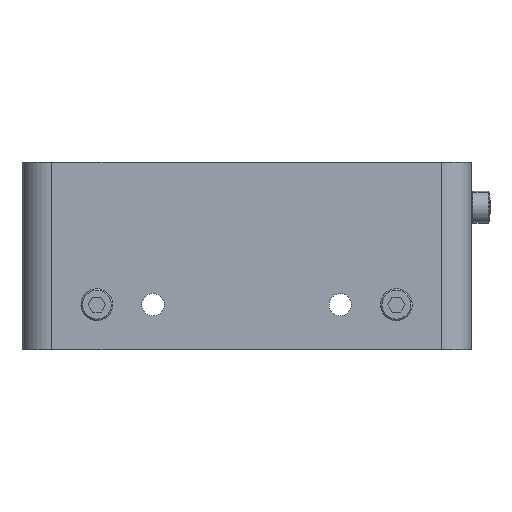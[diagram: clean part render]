
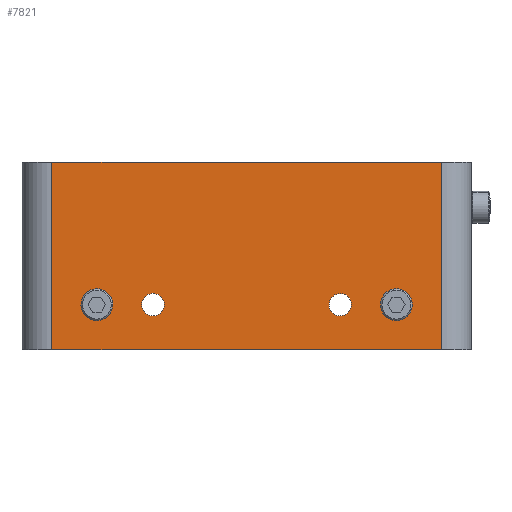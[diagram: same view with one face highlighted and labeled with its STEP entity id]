
A CAD part, left-side view. The second image highlights one B-rep face of the part: STEP entity #7821.
In plain terms, the highlighted planar face has unit normal (-1, 0, 0).
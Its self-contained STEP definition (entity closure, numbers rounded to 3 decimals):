
#558 = CARTESIAN_POINT ( 'NONE',  ( 0., 35., 9. ) ) ;
#559 = CARTESIAN_POINT ( 'NONE',  ( 0., 35., 15. ) ) ;
#562 = CARTESIAN_POINT ( 'NONE',  ( 0., 85., 9. ) ) ;
#563 = CARTESIAN_POINT ( 'NONE',  ( 0., 85., 15. ) ) ;
#1923 = AXIS2_PLACEMENT_3D ( 'NONE', #2361, #2357, #2363 ) ;
#2357 = DIRECTION ( 'NONE',  ( 1., 0., 0. ) ) ;
#2359 = PLANE ( 'NONE',  #1923 ) ;
#2361 = CARTESIAN_POINT ( 'NONE',  ( 0., 8., 50. ) ) ;
#2363 = DIRECTION ( 'NONE',  ( 0., 0., -1. ) ) ;
#3027 = EDGE_CURVE ( 'NONE', #9290, #9291, #10418, .T. ) ;
#3349 = VERTEX_POINT ( 'NONE', #3691 ) ;
#3350 = VERTEX_POINT ( 'NONE', #3692 ) ;
#3352 = VERTEX_POINT ( 'NONE', #3693 ) ;
#3371 = VERTEX_POINT ( 'NONE', #3709 ) ;
#3691 = CARTESIAN_POINT ( 'NONE',  ( 0., 112., 50. ) ) ;
#3692 = CARTESIAN_POINT ( 'NONE',  ( 0., 20., 15. ) ) ;
#3693 = CARTESIAN_POINT ( 'NONE',  ( 0., 8., 50. ) ) ;
#3709 = CARTESIAN_POINT ( 'NONE',  ( 0., 8., 0. ) ) ;
#4081 = AXIS2_PLACEMENT_3D ( 'NONE', #12593, #12594, #12595 ) ;
#4087 = AXIS2_PLACEMENT_3D ( 'NONE', #12613, #12614, #12615 ) ;
#4088 = AXIS2_PLACEMENT_3D ( 'NONE', #12617, #12618, #12619 ) ;
#4089 = AXIS2_PLACEMENT_3D ( 'NONE', #12620, #12621, #12622 ) ;
#4090 = AXIS2_PLACEMENT_3D ( 'NONE', #12624, #12625, #12626 ) ;
#4091 = AXIS2_PLACEMENT_3D ( 'NONE', #12629, #12630, #12631 ) ;
#4899 = CARTESIAN_POINT ( 'NONE',  ( 0., 85., 12. ) ) ;
#4900 = DIRECTION ( 'NONE',  ( -1., 0., 0. ) ) ;
#4901 = DIRECTION ( 'NONE',  ( 0., 0., 1. ) ) ;
#5295 = EDGE_CURVE ( 'NONE', #9295, #9294, #10816, .T. ) ;
#5302 = EDGE_CURVE ( 'NONE', #9291, #9290, #10825, .T. ) ;
#5303 = EDGE_CURVE ( 'NONE', #3350, #5710, #10827, .T. ) ;
#5304 = EDGE_CURVE ( 'NONE', #5710, #3350, #10823, .T. ) ;
#5305 = EDGE_CURVE ( 'NONE', #5705, #5708, #10829, .T. ) ;
#5306 = EDGE_CURVE ( 'NONE', #5708, #5705, #10828, .T. ) ;
#5307 = EDGE_CURVE ( 'NONE', #5709, #3371, #10831, .T. ) ;
#5308 = EDGE_CURVE ( 'NONE', #3349, #5709, #10830, .T. ) ;
#5407 = EDGE_CURVE ( 'NONE', #3352, #3371, #10948, .T. ) ;
#5409 = EDGE_CURVE ( 'NONE', #3349, #3352, #10951, .T. ) ;
#5705 = VERTEX_POINT ( 'NONE', #11401 ) ;
#5708 = VERTEX_POINT ( 'NONE', #11399 ) ;
#5709 = VERTEX_POINT ( 'NONE', #11404 ) ;
#5710 = VERTEX_POINT ( 'NONE', #11392 ) ;
#6025 = FACE_BOUND ( 'NONE', #12881, .T. ) ;
#6028 = FACE_BOUND ( 'NONE', #12902, .T. ) ;
#6031 = FACE_BOUND ( 'NONE', #12791, .T. ) ;
#6034 = FACE_BOUND ( 'NONE', #12924, .T. ) ;
#6035 = FACE_OUTER_BOUND ( 'NONE', #12757, .T. ) ;
#7821 = ADVANCED_FACE ( 'NONE', ( #6028, #6031, #6034, #6025, #6035 ), #2359, .F. ) ;
#9000 = CIRCLE ( 'NONE', #10083, 3. ) ;
#9290 = VERTEX_POINT ( 'NONE', #558 ) ;
#9291 = VERTEX_POINT ( 'NONE', #559 ) ;
#9294 = VERTEX_POINT ( 'NONE', #562 ) ;
#9295 = VERTEX_POINT ( 'NONE', #563 ) ;
#9358 = DIRECTION ( 'NONE',  ( -1., 0., 0. ) ) ;
#9421 = CARTESIAN_POINT ( 'NONE',  ( 0., 35., 12. ) ) ;
#9427 = DIRECTION ( 'NONE',  ( 0., 0., 1. ) ) ;
#10083 = AXIS2_PLACEMENT_3D ( 'NONE', #4899, #4900, #4901 ) ;
#10418 = CIRCLE ( 'NONE', #11642, 3. ) ;
#10816 = CIRCLE ( 'NONE', #4081, 3. ) ;
#10823 = CIRCLE ( 'NONE', #4089, 3. ) ;
#10825 = CIRCLE ( 'NONE', #4087, 3. ) ;
#10827 = CIRCLE ( 'NONE', #4088, 3. ) ;
#10828 = CIRCLE ( 'NONE', #4091, 3. ) ;
#10829 = CIRCLE ( 'NONE', #4090, 3. ) ;
#10830 = LINE ( 'NONE', #12628, #10835 ) ;
#10831 = LINE ( 'NONE', #12616, #10833 ) ;
#10833 = VECTOR ( 'NONE', #12623, 1000. ) ;
#10835 = VECTOR ( 'NONE', #12633, 1000. ) ;
#10948 = LINE ( 'NONE', #11370, #10950 ) ;
#10950 = VECTOR ( 'NONE', #11369, 1000. ) ;
#10951 = LINE ( 'NONE', #11375, #10953 ) ;
#10953 = VECTOR ( 'NONE', #11376, 1000. ) ;
#11287 = EDGE_CURVE ( 'NONE', #9294, #9295, #9000, .T. ) ;
#11369 = DIRECTION ( 'NONE',  ( 0., 0., -1. ) ) ;
#11370 = CARTESIAN_POINT ( 'NONE',  ( 0., 8., 50. ) ) ;
#11375 = CARTESIAN_POINT ( 'NONE',  ( 0., 8., 50. ) ) ;
#11376 = DIRECTION ( 'NONE',  ( 0., -1., 0. ) ) ;
#11392 = CARTESIAN_POINT ( 'NONE',  ( 0., 20., 9. ) ) ;
#11399 = CARTESIAN_POINT ( 'NONE',  ( 0., 100., 9. ) ) ;
#11401 = CARTESIAN_POINT ( 'NONE',  ( 0., 100., 15. ) ) ;
#11404 = CARTESIAN_POINT ( 'NONE',  ( 0., 112., 0. ) ) ;
#11642 = AXIS2_PLACEMENT_3D ( 'NONE', #9421, #9358, #9427 ) ;
#12257 = ORIENTED_EDGE ( 'NONE', *, *, #5302, .F. ) ;
#12258 = ORIENTED_EDGE ( 'NONE', *, *, #3027, .F. ) ;
#12259 = ORIENTED_EDGE ( 'NONE', *, *, #5295, .F. ) ;
#12260 = ORIENTED_EDGE ( 'NONE', *, *, #11287, .F. ) ;
#12261 = ORIENTED_EDGE ( 'NONE', *, *, #5303, .F. ) ;
#12262 = ORIENTED_EDGE ( 'NONE', *, *, #5304, .F. ) ;
#12263 = ORIENTED_EDGE ( 'NONE', *, *, #5305, .F. ) ;
#12264 = ORIENTED_EDGE ( 'NONE', *, *, #5306, .F. ) ;
#12265 = ORIENTED_EDGE ( 'NONE', *, *, #5307, .T. ) ;
#12266 = ORIENTED_EDGE ( 'NONE', *, *, #5407, .F. ) ;
#12267 = ORIENTED_EDGE ( 'NONE', *, *, #5409, .F. ) ;
#12268 = ORIENTED_EDGE ( 'NONE', *, *, #5308, .T. ) ;
#12593 = CARTESIAN_POINT ( 'NONE',  ( 0., 85., 12. ) ) ;
#12594 = DIRECTION ( 'NONE',  ( -1., 0., 0. ) ) ;
#12595 = DIRECTION ( 'NONE',  ( 0., 0., 1. ) ) ;
#12613 = CARTESIAN_POINT ( 'NONE',  ( 0., 35., 12. ) ) ;
#12614 = DIRECTION ( 'NONE',  ( -1., 0., 0. ) ) ;
#12615 = DIRECTION ( 'NONE',  ( 0., 0., 1. ) ) ;
#12616 = CARTESIAN_POINT ( 'NONE',  ( 0., 8., 0. ) ) ;
#12617 = CARTESIAN_POINT ( 'NONE',  ( 0., 20., 12. ) ) ;
#12618 = DIRECTION ( 'NONE',  ( -1., 0., 0. ) ) ;
#12619 = DIRECTION ( 'NONE',  ( 0., 0., 1. ) ) ;
#12620 = CARTESIAN_POINT ( 'NONE',  ( 0., 20., 12. ) ) ;
#12621 = DIRECTION ( 'NONE',  ( -1., 0., 0. ) ) ;
#12622 = DIRECTION ( 'NONE',  ( 0., 0., 1. ) ) ;
#12623 = DIRECTION ( 'NONE',  ( 0., -1., 0. ) ) ;
#12624 = CARTESIAN_POINT ( 'NONE',  ( 0., 100., 12. ) ) ;
#12625 = DIRECTION ( 'NONE',  ( -1., 0., 0. ) ) ;
#12626 = DIRECTION ( 'NONE',  ( 0., 0., 1. ) ) ;
#12628 = CARTESIAN_POINT ( 'NONE',  ( 0., 112., 50. ) ) ;
#12629 = CARTESIAN_POINT ( 'NONE',  ( 0., 100., 12. ) ) ;
#12630 = DIRECTION ( 'NONE',  ( -1., 0., 0. ) ) ;
#12631 = DIRECTION ( 'NONE',  ( 0., 0., 1. ) ) ;
#12633 = DIRECTION ( 'NONE',  ( 0., 0., -1. ) ) ;
#12757 = EDGE_LOOP ( 'NONE', ( #12265, #12266, #12267, #12268 ) ) ;
#12791 = EDGE_LOOP ( 'NONE', ( #12259, #12260 ) ) ;
#12881 = EDGE_LOOP ( 'NONE', ( #12263, #12264 ) ) ;
#12902 = EDGE_LOOP ( 'NONE', ( #12257, #12258 ) ) ;
#12924 = EDGE_LOOP ( 'NONE', ( #12261, #12262 ) ) ;
